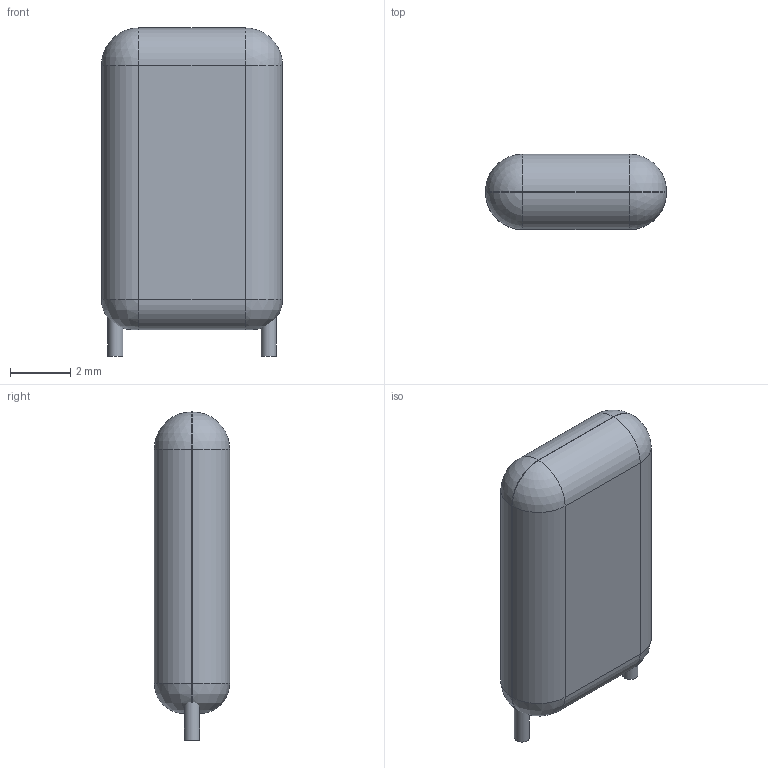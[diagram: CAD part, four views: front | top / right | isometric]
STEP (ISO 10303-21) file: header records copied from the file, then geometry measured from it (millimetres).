
FILE_DESCRIPTION(('FreeCAD Model'),'2;1');
FILE_NAME('Open CASCADE Shape Model','2021-01-23T23:21:53',('Author'),( ''),'Open CASCADE STEP processor 7.4','FreeCAD','Unknown');
FILE_SCHEMA(('AUTOMOTIVE_DESIGN { 1 0 10303 214 1 1 1 1 }'));
Length unit declared in the file: millimetre
Products named in the file (7): GreenyBig; PinR; Body001; Cap_Body; Body002; PinL; Body003
Assembly tree (6 placements, depth 3):
  GreenyBig
    PinR
      Body001
    Cap_Body
      Body002
    PinL
      Body003
Bounding box: 6 x 2.5 x 10.88 mm (x, y, z)
Volume: 130.3 mm3; surface area: 167.4 mm2
Topology: 3 solids, 3 shells, 32 faces, 62 edges, 32 vertices
Faces by surface type: cylinder 14, plane 10, revolution 4, sphere 4
Full cylindrical faces by diameter (mm): 0.5 x2
Entity records: 961 total; most frequent: CARTESIAN_POINT 169, DIRECTION 164, ORIENTED_EDGE 116, AXIS2_PLACEMENT_3D 67, EDGE_CURVE 58, ADVANCED_FACE 32, FACE_BOUND 32, EDGE_LOOP 32
